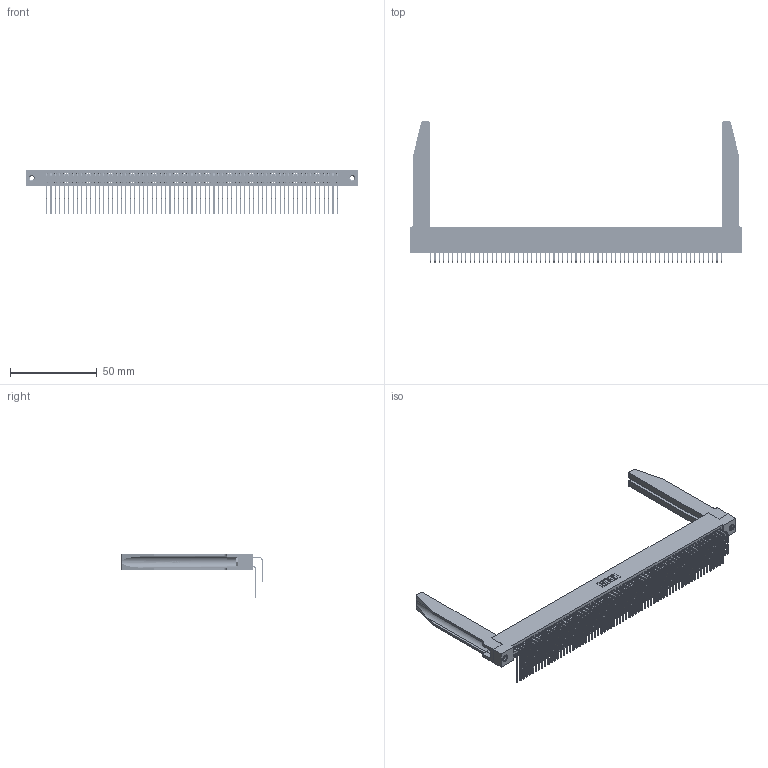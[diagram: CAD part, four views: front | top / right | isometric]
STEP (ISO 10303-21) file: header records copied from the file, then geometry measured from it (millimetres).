
FILE_DESCRIPTION (( 'STEP AP203' ), '1' );
FILE_NAME ('395-134-559-278.STEP', '2019-10-29T14:06:03', ( '' ), ( '' ), 'SwSTEP 2.0', 'SolidWorks 2016', '' );
FILE_SCHEMA (( 'CONFIG_CONTROL_DESIGN' ));
Length unit declared in the file: inch
Products named in the file (6): 345 Part_Flush Mounting Lugs - 0.156 Dia-TH; 345-292-001_558 559 Tail - 1; 345-292-001_559 Tail - 2; 345-250-001_345-250-001-102; 345-220-078_345-220-078; 395-134-559-278
Assembly tree (139 placements, depth 2):
  395-134-559-278
    345 Part_Flush Mounting Lugs - 0.156 Dia-TH
    345-292-001_558 559 Tail - 1  x67
    345-292-001_559 Tail - 2  x67
    345-250-001_345-250-001-102  x2
    345-220-078_345-220-078  x2
Bounding box: 191.41 x 81.52 x 25.53 mm (x, y, z)
Volume: 27369.7 mm3; surface area: 39928.6 mm2
Topology: 139 solids, 139 shells, 7328 faces, 21719 edges, 14290 vertices
Faces by surface type: plane 4912, cylinder 2364, bspline 36, cone 12, torus 4
Entity records: 55596 total; most frequent: CARTESIAN_POINT 10258, ORIENTED_EDGE 9038, DIRECTION 7981, EDGE_CURVE 4519, VECTOR 3985, LINE 3985, VERTEX_POINT 3004, AXIS2_PLACEMENT_3D 1998
